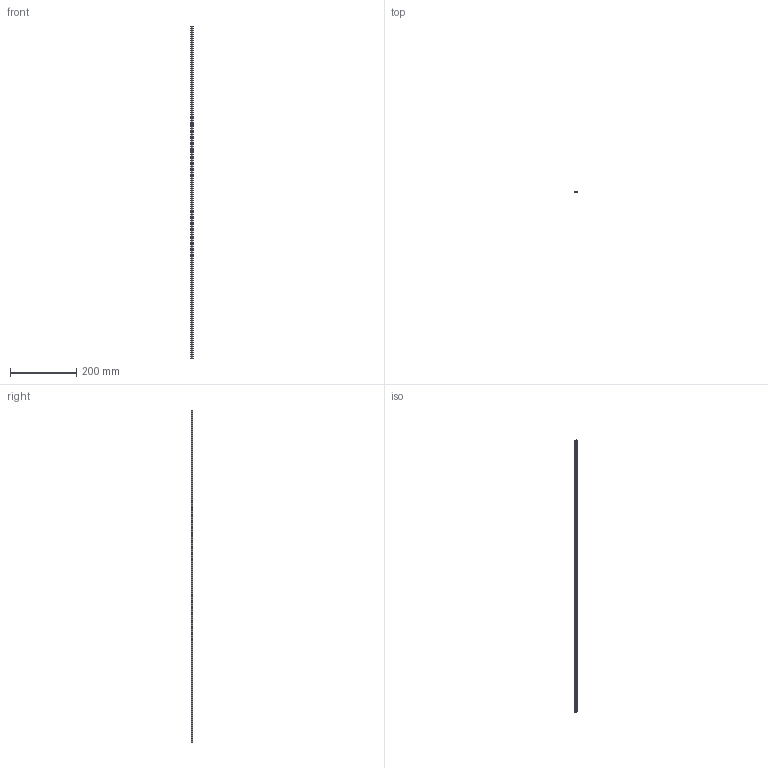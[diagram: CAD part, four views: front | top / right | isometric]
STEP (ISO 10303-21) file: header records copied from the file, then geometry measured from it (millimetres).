
FILE_DESCRIPTION (( 'STEP AP214' ), '1' );
FILE_NAME ('092071.STEP', '2014-08-19T11:02:39', ( '' ), ( '' ), 'SwSTEP 2.0', 'SolidWorks 2014', '' );
FILE_SCHEMA (( 'AUTOMOTIVE_DESIGN' ));
Length unit declared in the file: millimetre
Products named in the file (1): 092071
Bounding box: 8.8 x 3.83 x 1000 mm (x, y, z)
Volume: 9304.4 mm3; surface area: 34087.2 mm2
Topology: 1 solids, 1 shells, 47 faces, 135 edges, 90 vertices
Faces by surface type: plane 24, cylinder 23
Entity records: 1589 total; most frequent: DIRECTION 277, CARTESIAN_POINT 273, ORIENTED_EDGE 270, EDGE_CURVE 135, AXIS2_PLACEMENT_3D 94, VERTEX_POINT 90, LINE 89, VECTOR 89
